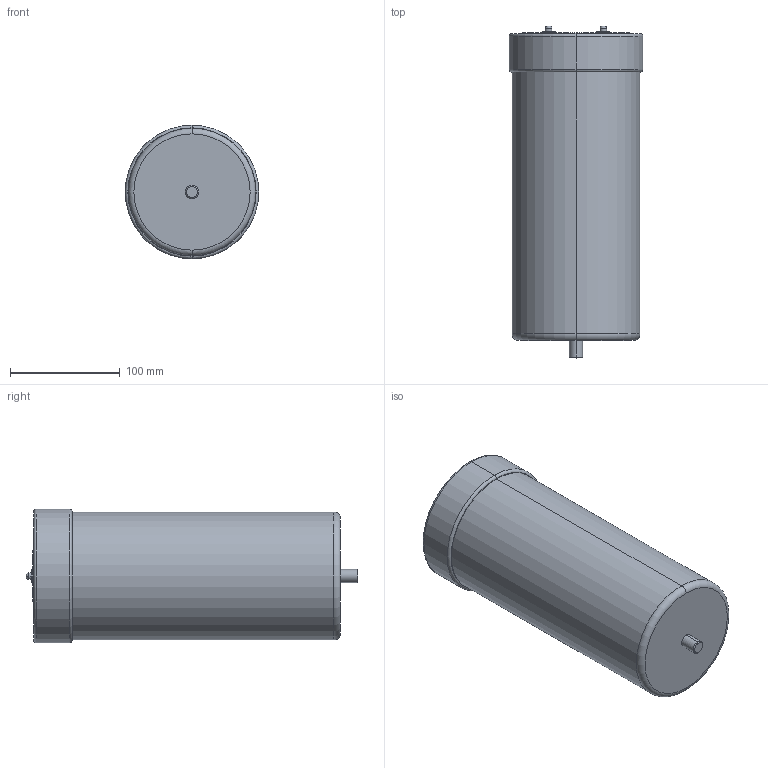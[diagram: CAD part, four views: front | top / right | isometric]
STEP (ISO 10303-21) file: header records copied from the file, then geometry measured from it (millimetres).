
FILE_DESCRIPTION (( 'STEP AP214' ), '1' );
FILE_NAME ('TDK B25680B 470uF 2000V.STEP', '2024-04-17T07:35:18', ( '' ), ( '' ), 'SwSTEP 2.0', 'SolidWorks 2024', '' );
FILE_SCHEMA (( 'AUTOMOTIVE_DESIGN' ));
Length unit declared in the file: millimetre
Products named in the file (1): TDK B25680B 470uF 2000V
Bounding box: 122 x 303 x 122 mm (x, y, z)
Volume: 3001837.4 mm3; surface area: 125349.4 mm2
Topology: 1 solids, 1 shells, 43 faces, 90 edges, 56 vertices
Faces by surface type: cylinder 14, cone 10, torus 10, plane 9
Entity records: 1670 total; most frequent: DIRECTION 244, CARTESIAN_POINT 190, ORIENTED_EDGE 180, AXIS2_PLACEMENT_3D 110, EDGE_CURVE 90, CIRCLE 66, VERTEX_POINT 56, EDGE_LOOP 50
